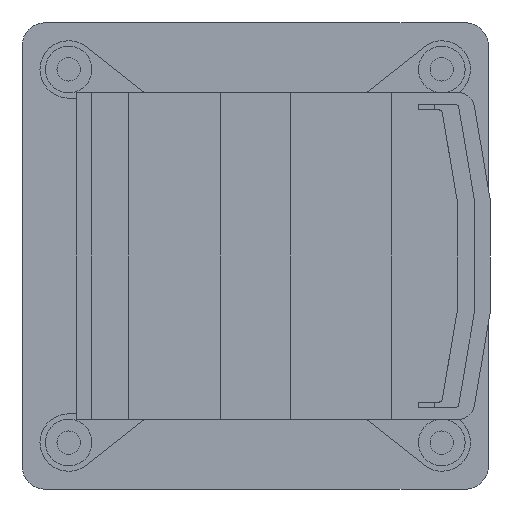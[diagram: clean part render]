
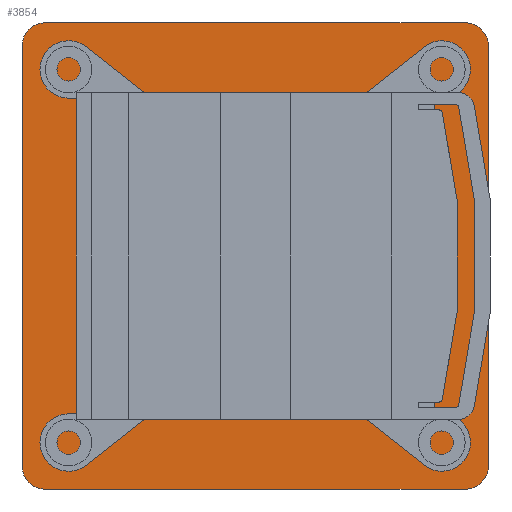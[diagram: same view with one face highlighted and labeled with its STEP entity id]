
A CAD part, front view. The second image highlights one B-rep face of the part: STEP entity #3854.
In plain terms, the highlighted planar face has unit normal (0, -1, 0).
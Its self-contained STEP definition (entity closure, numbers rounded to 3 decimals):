
#600=CARTESIAN_POINT('',(0.,79.6,0.));
#601=DIRECTION('',(0.,1.,0.));
#602=DIRECTION('',(-1.,0.,0.));
#603=AXIS2_PLACEMENT_3D('',#600,#601,#602);
#614=CARTESIAN_POINT('',(0.,79.6,0.));
#615=DIRECTION('',(0.,1.,0.));
#616=DIRECTION('',(1.,0.,0.));
#617=AXIS2_PLACEMENT_3D('',#614,#615,#616);
#619=CARTESIAN_POINT('',(27.,79.6,-27.));
#620=DIRECTION('',(0.,-1.,0.));
#621=DIRECTION('',(0.,0.,-1.));
#622=AXIS2_PLACEMENT_3D('',#619,#620,#621);
#624=DIRECTION('',(-1.,0.,0.));
#625=VECTOR('',#624,54.);
#626=CARTESIAN_POINT('',(27.,79.6,-30.));
#627=LINE('',#626,#625);
#628=CARTESIAN_POINT('',(-27.,79.6,-27.));
#629=DIRECTION('',(0.,-1.,0.));
#630=DIRECTION('',(-1.,0.,0.));
#631=AXIS2_PLACEMENT_3D('',#628,#629,#630);
#633=DIRECTION('',(0.,0.,1.));
#634=VECTOR('',#633,54.);
#635=CARTESIAN_POINT('',(-30.,79.6,-27.));
#636=LINE('',#635,#634);
#637=CARTESIAN_POINT('',(-27.,79.6,27.));
#638=DIRECTION('',(0.,-1.,0.));
#639=DIRECTION('',(0.,0.,1.));
#640=AXIS2_PLACEMENT_3D('',#637,#638,#639);
#642=DIRECTION('',(1.,0.,0.));
#643=VECTOR('',#642,54.);
#644=CARTESIAN_POINT('',(-27.,79.6,30.));
#645=LINE('',#644,#643);
#646=CARTESIAN_POINT('',(27.,79.6,27.));
#647=DIRECTION('',(0.,-1.,0.));
#648=DIRECTION('',(1.,0.,0.));
#649=AXIS2_PLACEMENT_3D('',#646,#647,#648);
#651=DIRECTION('',(0.,0.,-1.));
#652=VECTOR('',#651,54.);
#653=CARTESIAN_POINT('',(30.,79.6,27.));
#654=LINE('',#653,#652);
#2521=CARTESIAN_POINT('',(-20.,79.6,0.));
#2522=CARTESIAN_POINT('',(20.,79.6,0.));
#2523=VERTEX_POINT('',#2521);
#2524=VERTEX_POINT('',#2522);
#2655=CARTESIAN_POINT('',(27.,79.6,-30.));
#2656=CARTESIAN_POINT('',(30.,79.6,-27.));
#2657=VERTEX_POINT('',#2655);
#2658=VERTEX_POINT('',#2656);
#2667=CARTESIAN_POINT('',(-30.,79.6,-27.));
#2668=CARTESIAN_POINT('',(-27.,79.6,-30.));
#2669=VERTEX_POINT('',#2667);
#2670=VERTEX_POINT('',#2668);
#2679=CARTESIAN_POINT('',(-27.,79.6,30.));
#2680=CARTESIAN_POINT('',(-30.,79.6,27.));
#2681=VERTEX_POINT('',#2679);
#2682=VERTEX_POINT('',#2680);
#2691=CARTESIAN_POINT('',(30.,79.6,27.));
#2692=CARTESIAN_POINT('',(27.,79.6,30.));
#2693=VERTEX_POINT('',#2691);
#2694=VERTEX_POINT('',#2692);
#3827=CARTESIAN_POINT('',(0.,79.6,0.));
#3828=DIRECTION('',(0.,1.,0.));
#3829=DIRECTION('',(-1.,0.,0.));
#3830=AXIS2_PLACEMENT_3D('',#3827,#3828,#3829);
#3831=PLANE('',#3830);
#3833=ORIENTED_EDGE('',*,*,#3832,.F.);
#3835=ORIENTED_EDGE('',*,*,#3834,.T.);
#3837=ORIENTED_EDGE('',*,*,#3836,.F.);
#3839=ORIENTED_EDGE('',*,*,#3838,.T.);
#3841=ORIENTED_EDGE('',*,*,#3840,.F.);
#3843=ORIENTED_EDGE('',*,*,#3842,.T.);
#3845=ORIENTED_EDGE('',*,*,#3844,.F.);
#3847=ORIENTED_EDGE('',*,*,#3846,.T.);
#3848=EDGE_LOOP('',(#3833,#3835,#3837,#3839,#3841,#3843,#3845,#3847));
#3849=FACE_OUTER_BOUND('',#3848,.F.);
#3850=ORIENTED_EDGE('',*,*,#3807,.F.);
#3851=ORIENTED_EDGE('',*,*,#3821,.F.);
#3852=EDGE_LOOP('',(#3850,#3851));
#3853=FACE_BOUND('',#3852,.F.);
#3854=ADVANCED_FACE('',(#3849,#3853),#3831,.F.);
#604=CIRCLE('',#603,20.);
#618=CIRCLE('',#617,20.);
#623=CIRCLE('',#622,3.);
#632=CIRCLE('',#631,3.);
#641=CIRCLE('',#640,3.);
#650=CIRCLE('',#649,3.);
#3807=EDGE_CURVE('',#2523,#2524,#604,.T.);
#3821=EDGE_CURVE('',#2524,#2523,#618,.T.);
#3832=EDGE_CURVE('',#2657,#2658,#623,.T.);
#3834=EDGE_CURVE('',#2657,#2670,#627,.T.);
#3836=EDGE_CURVE('',#2669,#2670,#632,.T.);
#3838=EDGE_CURVE('',#2669,#2682,#636,.T.);
#3840=EDGE_CURVE('',#2681,#2682,#641,.T.);
#3842=EDGE_CURVE('',#2681,#2694,#645,.T.);
#3844=EDGE_CURVE('',#2693,#2694,#650,.T.);
#3846=EDGE_CURVE('',#2693,#2658,#654,.T.);
